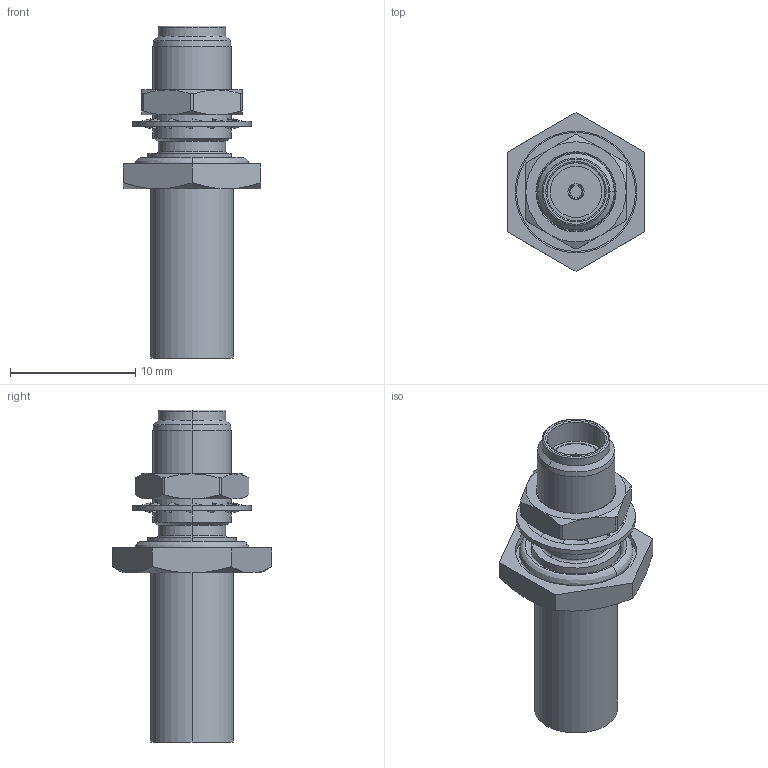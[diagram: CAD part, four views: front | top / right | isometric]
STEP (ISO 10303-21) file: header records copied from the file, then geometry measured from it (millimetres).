
FILE_DESCRIPTION (( 'STEP AP214' ), '1' );
FILE_NAME ('J01151A0011.STEP', '2018-06-19T07:42:35', ( '' ), ( '' ), 'SwSTEP 2.0', 'SolidWorks 2017', '' );
FILE_SCHEMA (( 'AUTOMOTIVE_DESIGN' ));
Length unit declared in the file: millimetre
Products named in the file (1): J01151A0011
Bounding box: 11 x 12.7 x 26.5 mm (x, y, z)
Volume: 826.8 mm3; surface area: 1321.2 mm2
Topology: 3 solids, 3 shells, 177 faces, 424 edges, 264 vertices
Faces by surface type: plane 61, bspline 40, cylinder 36, cone 32, torus 8
Entity records: 7670 total; most frequent: CARTESIAN_POINT 1798, ORIENTED_EDGE 848, DIRECTION 734, EDGE_CURVE 424, VERTEX_POINT 264, AXIS2_PLACEMENT_3D 264, LINE 206, VECTOR 206
